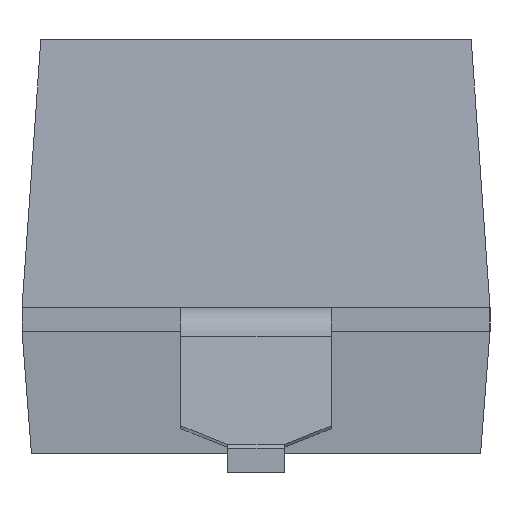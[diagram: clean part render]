
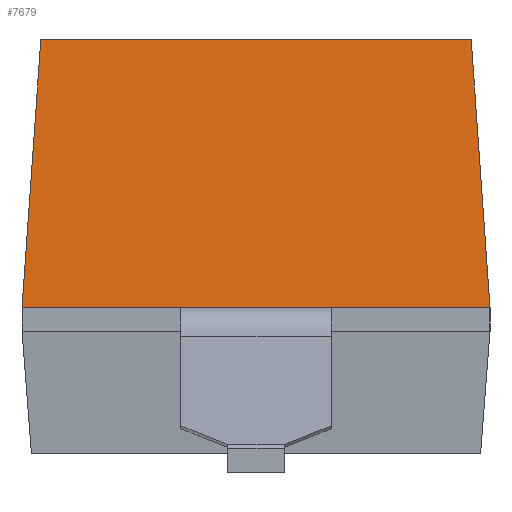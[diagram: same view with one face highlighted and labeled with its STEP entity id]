
A CAD part, left-side view. The second image highlights one B-rep face of the part: STEP entity #7679.
In plain terms, the highlighted planar face has unit normal (-0.998, 0, 0.07).
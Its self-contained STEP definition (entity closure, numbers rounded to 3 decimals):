
#7151=CARTESIAN_POINT('',(-3.55,-2.29,4.6));
#7152=VERTEX_POINT('',#7151);
#7153=CARTESIAN_POINT('',(-3.55,2.29,4.6));
#7154=VERTEX_POINT('',#7153);
#7155=CARTESIAN_POINT('',(-3.55,-2.29,4.6));
#7156=DIRECTION('',(0.0,1.0,0.0));
#7157=VECTOR('',#7156,4.58);
#7158=LINE('',#7155,#7157);
#7159=EDGE_CURVE('',#7152,#7154,#7158,.T.);
#7598=CARTESIAN_POINT('',(-3.75,-2.49,1.75));
#7599=VERTEX_POINT('',#7598);
#7651=CARTESIAN_POINT('',(-3.65,0.,3.175));
#7652=DIRECTION('',(-0.998,0.,0.07));
#7653=DIRECTION('',(-0.07,0.,-0.998));
#7654=AXIS2_PLACEMENT_3D('',#7651,#7652,#7653);
#7655=PLANE('',#7654);
#7656=CARTESIAN_POINT('',(-3.75,2.49,1.75));
#7657=VERTEX_POINT('',#7656);
#7658=CARTESIAN_POINT('',(-3.75,2.49,1.75));
#7659=DIRECTION('',(0.0,-1.0,0.0));
#7660=VECTOR('',#7659,4.98);
#7661=LINE('',#7658,#7660);
#7662=EDGE_CURVE('',#7657,#7599,#7661,.T.);
#7663=ORIENTED_EDGE('',*,*,#7662,.T.);
#7664=CARTESIAN_POINT('',(-3.75,-2.49,1.75));
#7665=DIRECTION('',(0.07,0.07,0.995));
#7666=VECTOR('',#7665,2.864);
#7667=LINE('',#7664,#7666);
#7668=EDGE_CURVE('',#7599,#7152,#7667,.T.);
#7669=ORIENTED_EDGE('',*,*,#7668,.T.);
#7670=ORIENTED_EDGE('',*,*,#7159,.T.);
#7671=CARTESIAN_POINT('',(-3.55,2.29,4.6));
#7672=DIRECTION('',(-0.07,0.07,-0.995));
#7673=VECTOR('',#7672,2.864);
#7674=LINE('',#7671,#7673);
#7675=EDGE_CURVE('',#7154,#7657,#7674,.T.);
#7676=ORIENTED_EDGE('',*,*,#7675,.T.);
#7677=EDGE_LOOP('',(#7663,#7669,#7670,#7676));
#7678=FACE_OUTER_BOUND('',#7677,.T.);
#7679=ADVANCED_FACE('',(#7678),#7655,.T.);
